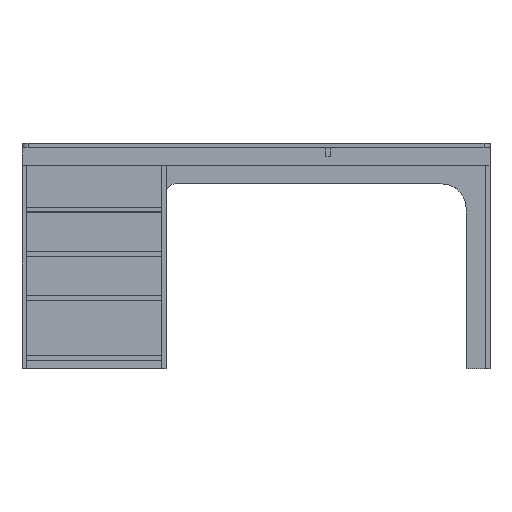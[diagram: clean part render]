
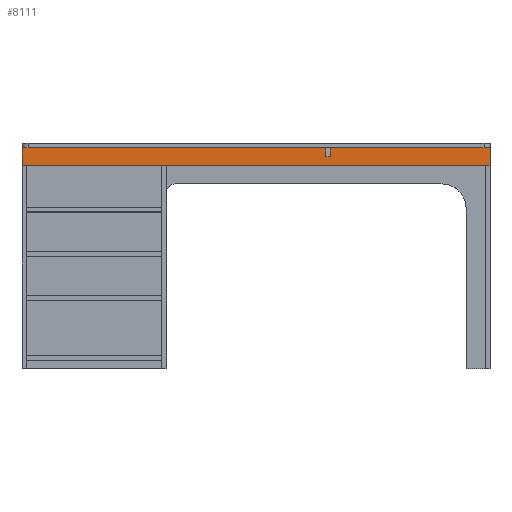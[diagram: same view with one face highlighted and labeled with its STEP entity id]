
A CAD part, top view. The second image highlights one B-rep face of the part: STEP entity #8111.
In plain terms, the highlighted planar face has unit normal (0, 0, 1).
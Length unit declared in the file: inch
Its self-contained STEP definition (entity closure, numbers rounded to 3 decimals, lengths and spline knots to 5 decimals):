
#275=PLANE('',#8807);
#626=FACE_OUTER_BOUND('',#1066,.T.);
#1066=EDGE_LOOP('',(#6694,#6695,#6696,#6697,#6698,#6699,#6700,#6701,#6702,
#6703,#6704,#6705,#6706,#6707,#6708,#6709));
#1436=CIRCLE('',#8789,0.125);
#1441=CIRCLE('',#8796,0.125);
#1442=CIRCLE('',#8802,0.125);
#1443=CIRCLE('',#8805,0.125);
#2065=LINE('',#12855,#2953);
#2066=LINE('',#12858,#2954);
#2069=LINE('',#12863,#2957);
#2070=LINE('',#12866,#2958);
#2074=LINE('',#12875,#2962);
#2077=LINE('',#12884,#2965);
#2079=LINE('',#12888,#2967);
#2080=LINE('',#12889,#2968);
#2081=LINE('',#12891,#2969);
#2082=LINE('',#12893,#2970);
#2083=LINE('',#12895,#2971);
#2084=LINE('',#12896,#2972);
#2953=VECTOR('',#10443,0.3937);
#2954=VECTOR('',#10446,0.3937);
#2957=VECTOR('',#10451,0.3937);
#2958=VECTOR('',#10454,0.3937);
#2962=VECTOR('',#10464,0.3937);
#2965=VECTOR('',#10473,0.3937);
#2967=VECTOR('',#10477,0.3937);
#2968=VECTOR('',#10478,0.3937);
#2969=VECTOR('',#10479,0.3937);
#2970=VECTOR('',#10480,0.3937);
#2971=VECTOR('',#10481,0.3937);
#2972=VECTOR('',#10482,0.3937);
#3780=VERTEX_POINT('',#12810);
#3781=VERTEX_POINT('',#12811);
#3798=VERTEX_POINT('',#12849);
#3799=VERTEX_POINT('',#12851);
#3800=VERTEX_POINT('',#12857);
#3801=VERTEX_POINT('',#12861);
#3802=VERTEX_POINT('',#12865);
#3803=VERTEX_POINT('',#12869);
#3804=VERTEX_POINT('',#12871);
#3805=VERTEX_POINT('',#12877);
#3806=VERTEX_POINT('',#12879);
#3807=VERTEX_POINT('',#12883);
#3808=VERTEX_POINT('',#12887);
#3809=VERTEX_POINT('',#12890);
#3810=VERTEX_POINT('',#12892);
#3811=VERTEX_POINT('',#12894);
#4793=EDGE_CURVE('',#3780,#3781,#1436,.T.);
#4813=EDGE_CURVE('',#3799,#3798,#1441,.T.);
#4815=EDGE_CURVE('',#3798,#3780,#2065,.T.);
#4816=EDGE_CURVE('',#3800,#3799,#2066,.T.);
#4819=EDGE_CURVE('',#3781,#3801,#2069,.T.);
#4820=EDGE_CURVE('',#3802,#3800,#2070,.T.);
#4823=EDGE_CURVE('',#3804,#3803,#1442,.T.);
#4825=EDGE_CURVE('',#3801,#3804,#2074,.T.);
#4828=EDGE_CURVE('',#3805,#3806,#1443,.T.);
#4829=EDGE_CURVE('',#3805,#3807,#2077,.T.);
#4831=EDGE_CURVE('',#3803,#3808,#2079,.T.);
#4832=EDGE_CURVE('',#3807,#3808,#2080,.T.);
#4833=EDGE_CURVE('',#3806,#3809,#2081,.T.);
#4834=EDGE_CURVE('',#3809,#3810,#2082,.F.);
#4835=EDGE_CURVE('',#3810,#3811,#2083,.T.);
#4836=EDGE_CURVE('',#3811,#3802,#2084,.T.);
#6694=ORIENTED_EDGE('',*,*,#4793,.T.);
#6695=ORIENTED_EDGE('',*,*,#4819,.T.);
#6696=ORIENTED_EDGE('',*,*,#4825,.T.);
#6697=ORIENTED_EDGE('',*,*,#4823,.T.);
#6698=ORIENTED_EDGE('',*,*,#4831,.T.);
#6699=ORIENTED_EDGE('',*,*,#4832,.F.);
#6700=ORIENTED_EDGE('',*,*,#4829,.F.);
#6701=ORIENTED_EDGE('',*,*,#4828,.T.);
#6702=ORIENTED_EDGE('',*,*,#4833,.T.);
#6703=ORIENTED_EDGE('',*,*,#4834,.T.);
#6704=ORIENTED_EDGE('',*,*,#4835,.T.);
#6705=ORIENTED_EDGE('',*,*,#4836,.T.);
#6706=ORIENTED_EDGE('',*,*,#4820,.T.);
#6707=ORIENTED_EDGE('',*,*,#4816,.T.);
#6708=ORIENTED_EDGE('',*,*,#4813,.T.);
#6709=ORIENTED_EDGE('',*,*,#4815,.T.);
#8111=ADVANCED_FACE('',(#626),#275,.T.);
#8789=AXIS2_PLACEMENT_3D('',#12812,#10409,#10410);
#8796=AXIS2_PLACEMENT_3D('',#12852,#10438,#10439);
#8802=AXIS2_PLACEMENT_3D('',#12872,#10459,#10460);
#8805=AXIS2_PLACEMENT_3D('',#12881,#10469,#10470);
#8807=AXIS2_PLACEMENT_3D('',#12886,#10475,#10476);
#10409=DIRECTION('center_axis',(0.,0.,-1.));
#10410=DIRECTION('ref_axis',(1.,0.,0.));
#10438=DIRECTION('center_axis',(0.,0.,-1.));
#10439=DIRECTION('ref_axis',(1.,0.,0.));
#10443=DIRECTION('',(-1.,0.,0.));
#10446=DIRECTION('',(0.,-1.,0.));
#10451=DIRECTION('',(0.,1.,0.));
#10454=DIRECTION('',(-1.,0.,0.));
#10459=DIRECTION('center_axis',(0.,0.,-1.));
#10460=DIRECTION('ref_axis',(1.,0.,0.));
#10464=DIRECTION('',(-1.,0.,0.));
#10469=DIRECTION('center_axis',(0.,0.,-1.));
#10470=DIRECTION('ref_axis',(1.,0.,0.));
#10473=DIRECTION('',(0.,1.,0.));
#10475=DIRECTION('center_axis',(0.,0.,1.));
#10476=DIRECTION('ref_axis',(1.,0.,0.));
#10477=DIRECTION('',(0.,1.,0.));
#10478=DIRECTION('',(1.,0.,0.));
#10479=DIRECTION('',(-1.,0.,0.));
#10480=DIRECTION('',(0.,1.,0.));
#10481=DIRECTION('',(1.,0.,0.));
#10482=DIRECTION('',(0.,1.,0.));
#12810=CARTESIAN_POINT('',(50.81678,-1.5,30.));
#12811=CARTESIAN_POINT('',(50.64,-1.32322,30.));
#12812=CARTESIAN_POINT('Origin',(50.72839,-1.41161,30.));
#12849=CARTESIAN_POINT('',(51.18322,-1.5,30.));
#12851=CARTESIAN_POINT('',(51.36,-1.32322,30.));
#12852=CARTESIAN_POINT('Origin',(51.27161,-1.41161,30.));
#12855=CARTESIAN_POINT('',(45.36,-1.5,30.));
#12857=CARTESIAN_POINT('',(51.36,0.,30.));
#12858=CARTESIAN_POINT('',(51.36,-0.75,30.));
#12861=CARTESIAN_POINT('',(50.64,0.,30.));
#12863=CARTESIAN_POINT('',(50.64,-1.5,30.));
#12865=CARTESIAN_POINT('',(78.,0.,30.));
#12866=CARTESIAN_POINT('',(78.,0.,30.));
#12869=CARTESIAN_POINT('',(42.,0.17678,30.));
#12871=CARTESIAN_POINT('',(42.17678,0.,30.));
#12872=CARTESIAN_POINT('Origin',(42.08839,0.08839,30.));
#12875=CARTESIAN_POINT('',(78.,0.,30.));
#12877=CARTESIAN_POINT('',(36.,0.17678,30.));
#12879=CARTESIAN_POINT('',(35.82322,0.,30.));
#12881=CARTESIAN_POINT('Origin',(35.91161,0.08839,30.));
#12883=CARTESIAN_POINT('',(36.,0.72,30.));
#12884=CARTESIAN_POINT('',(36.,0.,30.));
#12886=CARTESIAN_POINT('Origin',(39.36,-1.5,30.));
#12887=CARTESIAN_POINT('',(42.,0.72,30.));
#12888=CARTESIAN_POINT('',(42.,0.,30.));
#12889=CARTESIAN_POINT('',(42.,0.72,30.));
#12890=CARTESIAN_POINT('',(0.,0.,30.));
#12891=CARTESIAN_POINT('',(78.,0.,30.));
#12892=CARTESIAN_POINT('',(0.,-3.,30.));
#12893=CARTESIAN_POINT('',(0.,-0.75,30.));
#12894=CARTESIAN_POINT('',(78.,-3.,30.));
#12895=CARTESIAN_POINT('',(0.,-3.,30.));
#12896=CARTESIAN_POINT('',(78.,-3.,30.));
